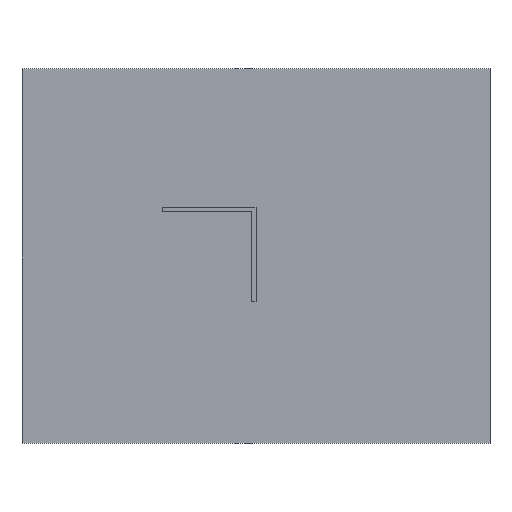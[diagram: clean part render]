
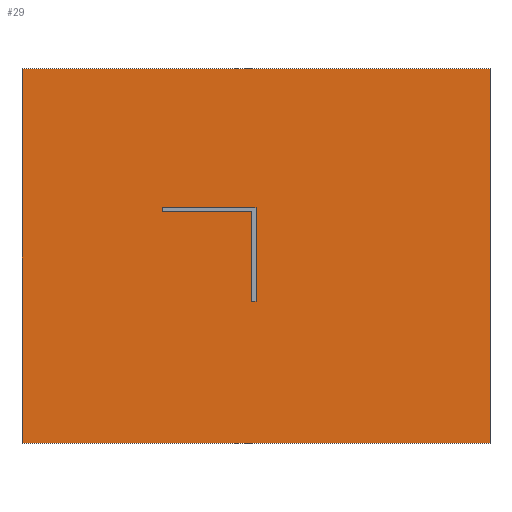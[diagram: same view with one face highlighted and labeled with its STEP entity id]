
A CAD part, top view. The second image highlights one B-rep face of the part: STEP entity #29.
In plain terms, the highlighted planar face has unit normal (0, 0, 1).
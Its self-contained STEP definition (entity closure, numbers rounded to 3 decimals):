
#2 = VECTOR ( 'NONE', #333, 1000. ) ;
#7 = CARTESIAN_POINT ( 'NONE',  ( 0., 103.136, 3. ) ) ;
#15 = CARTESIAN_POINT ( 'NONE',  ( -500., -400., 3. ) ) ;
#23 = ORIENTED_EDGE ( 'NONE', *, *, #132, .T. ) ;
#26 = VECTOR ( 'NONE', #422, 1000. ) ;
#29 = ADVANCED_FACE ( 'NONE', ( #365, #412 ), #48, .F. ) ;
#44 = DIRECTION ( 'NONE',  ( -1., 0., 0. ) ) ;
#48 = PLANE ( 'NONE',  #415 ) ;
#50 = VECTOR ( 'NONE', #178, 1000. ) ;
#51 = CARTESIAN_POINT ( 'NONE',  ( 500., -400., 3. ) ) ;
#55 = VERTEX_POINT ( 'NONE', #7 ) ;
#58 = LINE ( 'NONE', #331, #403 ) ;
#67 = CARTESIAN_POINT ( 'NONE',  ( -200., 94.215, 3. ) ) ;
#69 = CARTESIAN_POINT ( 'NONE',  ( -200., 103.136, 3. ) ) ;
#72 = EDGE_CURVE ( 'NONE', #55, #187, #87, .T. ) ;
#74 = VECTOR ( 'NONE', #239, 1000. ) ;
#87 = LINE ( 'NONE', #443, #432 ) ;
#100 = ORIENTED_EDGE ( 'NONE', *, *, #259, .T. ) ;
#103 = ORIENTED_EDGE ( 'NONE', *, *, #72, .T. ) ;
#108 = ORIENTED_EDGE ( 'NONE', *, *, #270, .F. ) ;
#110 = LINE ( 'NONE', #141, #50 ) ;
#126 = ORIENTED_EDGE ( 'NONE', *, *, #238, .T. ) ;
#132 = EDGE_CURVE ( 'NONE', #256, #385, #293, .T. ) ;
#136 = EDGE_LOOP ( 'NONE', ( #168, #100, #205, #226 ) ) ;
#137 = CARTESIAN_POINT ( 'NONE',  ( -500., -400., 3. ) ) ;
#138 = VERTEX_POINT ( 'NONE', #290 ) ;
#140 = EDGE_CURVE ( 'NONE', #379, #214, #236, .T. ) ;
#141 = CARTESIAN_POINT ( 'NONE',  ( -200., 103.136, 3. ) ) ;
#153 = CARTESIAN_POINT ( 'NONE',  ( -500., 400., 3. ) ) ;
#166 = EDGE_CURVE ( 'NONE', #420, #379, #243, .T. ) ;
#168 = ORIENTED_EDGE ( 'NONE', *, *, #222, .T. ) ;
#178 = DIRECTION ( 'NONE',  ( 0., -1., 0. ) ) ;
#183 = VECTOR ( 'NONE', #194, 1000. ) ;
#187 = VERTEX_POINT ( 'NONE', #349 ) ;
#194 = DIRECTION ( 'NONE',  ( 0., -1., 0. ) ) ;
#199 = EDGE_CURVE ( 'NONE', #256, #138, #275, .T. ) ;
#205 = ORIENTED_EDGE ( 'NONE', *, *, #166, .T. ) ;
#213 = VECTOR ( 'NONE', #317, 1000. ) ;
#214 = VERTEX_POINT ( 'NONE', #51 ) ;
#222 = EDGE_CURVE ( 'NONE', #214, #405, #364, .T. ) ;
#225 = DIRECTION ( 'NONE',  ( 0., 1., 0. ) ) ;
#226 = ORIENTED_EDGE ( 'NONE', *, *, #140, .T. ) ;
#236 = LINE ( 'NONE', #15, #26 ) ;
#238 = EDGE_CURVE ( 'NONE', #187, #138, #382, .T. ) ;
#239 = DIRECTION ( 'NONE',  ( -1., 0., 0. ) ) ;
#241 = DIRECTION ( 'NONE',  ( 0., 0., -1. ) ) ;
#243 = LINE ( 'NONE', #391, #335 ) ;
#248 = DIRECTION ( 'NONE',  ( 0., -1., 0. ) ) ;
#249 = CARTESIAN_POINT ( 'NONE',  ( 500., 400., 3. ) ) ;
#254 = CARTESIAN_POINT ( 'NONE',  ( 500., -400., 3. ) ) ;
#256 = VERTEX_POINT ( 'NONE', #441 ) ;
#259 = EDGE_CURVE ( 'NONE', #405, #420, #58, .T. ) ;
#270 = EDGE_CURVE ( 'NONE', #338, #385, #110, .T. ) ;
#274 = LINE ( 'NONE', #437, #2 ) ;
#275 = LINE ( 'NONE', #425, #183 ) ;
#290 = CARTESIAN_POINT ( 'NONE',  ( -9.056, -96.864, 3. ) ) ;
#292 = CARTESIAN_POINT ( 'NONE',  ( -9.056, 94.215, 3. ) ) ;
#293 = LINE ( 'NONE', #292, #213 ) ;
#315 = CARTESIAN_POINT ( 'NONE',  ( 0., 0., 3. ) ) ;
#317 = DIRECTION ( 'NONE',  ( -1., 0., 0. ) ) ;
#319 = CARTESIAN_POINT ( 'NONE',  ( 0., -96.864, 3. ) ) ;
#331 = CARTESIAN_POINT ( 'NONE',  ( -500., 400., 3. ) ) ;
#333 = DIRECTION ( 'NONE',  ( -1., 0., 0. ) ) ;
#335 = VECTOR ( 'NONE', #353, 1000. ) ;
#338 = VERTEX_POINT ( 'NONE', #69 ) ;
#349 = CARTESIAN_POINT ( 'NONE',  ( 0., -96.864, 3. ) ) ;
#353 = DIRECTION ( 'NONE',  ( 0., -1., 0. ) ) ;
#364 = LINE ( 'NONE', #254, #438 ) ;
#365 = FACE_OUTER_BOUND ( 'NONE', #136, .T. ) ;
#371 = DIRECTION ( 'NONE',  ( -1., 0., 0. ) ) ;
#379 = VERTEX_POINT ( 'NONE', #137 ) ;
#382 = LINE ( 'NONE', #319, #74 ) ;
#385 = VERTEX_POINT ( 'NONE', #67 ) ;
#388 = EDGE_CURVE ( 'NONE', #55, #338, #274, .T. ) ;
#391 = CARTESIAN_POINT ( 'NONE',  ( -500., -400., 3. ) ) ;
#393 = EDGE_LOOP ( 'NONE', ( #433, #103, #126, #399, #23, #108 ) ) ;
#399 = ORIENTED_EDGE ( 'NONE', *, *, #199, .F. ) ;
#403 = VECTOR ( 'NONE', #371, 1000. ) ;
#405 = VERTEX_POINT ( 'NONE', #249 ) ;
#412 = FACE_BOUND ( 'NONE', #393, .T. ) ;
#415 = AXIS2_PLACEMENT_3D ( 'NONE', #315, #241, #44 ) ;
#420 = VERTEX_POINT ( 'NONE', #153 ) ;
#422 = DIRECTION ( 'NONE',  ( 1., 0., 0. ) ) ;
#425 = CARTESIAN_POINT ( 'NONE',  ( -9.056, 94.215, 3. ) ) ;
#432 = VECTOR ( 'NONE', #248, 1000. ) ;
#433 = ORIENTED_EDGE ( 'NONE', *, *, #388, .F. ) ;
#437 = CARTESIAN_POINT ( 'NONE',  ( 0., 103.136, 3. ) ) ;
#438 = VECTOR ( 'NONE', #225, 1000. ) ;
#441 = CARTESIAN_POINT ( 'NONE',  ( -9.056, 94.215, 3. ) ) ;
#443 = CARTESIAN_POINT ( 'NONE',  ( 0., 103.136, 3. ) ) ;
